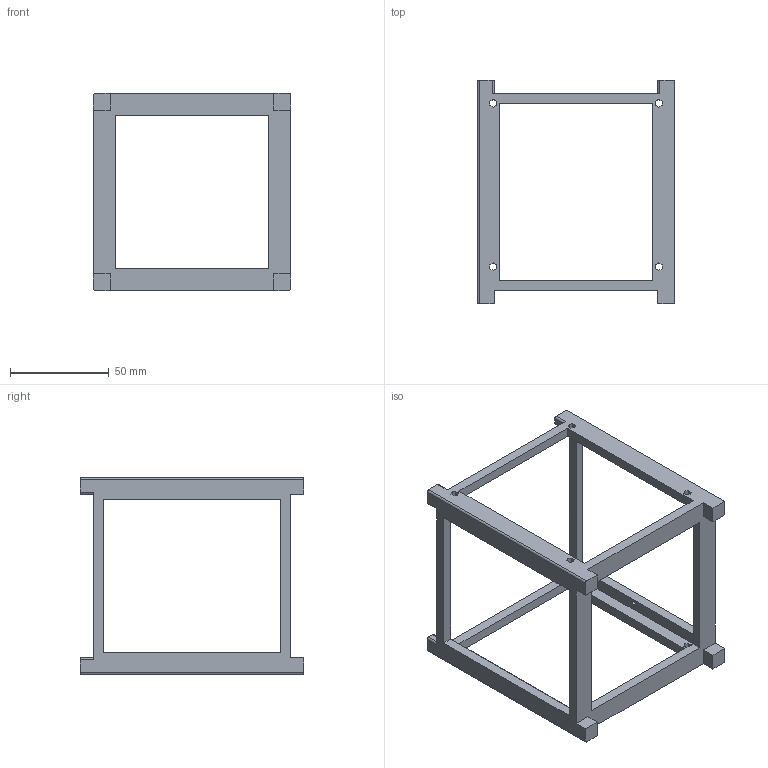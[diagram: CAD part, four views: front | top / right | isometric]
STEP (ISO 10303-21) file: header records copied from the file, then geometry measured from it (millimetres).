
FILE_DESCRIPTION(('STEP AP242'), '1');
FILE_NAME('22.12', '', ('UNSPECIFIED'), ('UNSPECIFIED'), 'C3D Converter', 'C3D Toolkit', '');
FILE_SCHEMA(('AP242_MANAGED_MODEL_BASED_3D_ENGINEERING_MIM_LF { 1 0 10303 442 1 1 4 }'));
Length unit declared in the file: millimetre
Bounding box: 100 x 113.5 x 100 mm (x, y, z)
Volume: 62707.4 mm3; surface area: 36158.2 mm2
Topology: 1 solids, 1 shells, 123 faces, 375 edges, 250 vertices
Faces by surface type: plane 102, cylinder 21
Full cylindrical faces by diameter (mm): 2 x2
Entity records: 4468 total; most frequent: CARTESIAN_POINT 773, ORIENTED_EDGE 746, DIRECTION 683, EDGE_CURVE 373, LINE 331, VECTOR 331, VERTEX_POINT 250, AXIS2_PLACEMENT_3D 176
